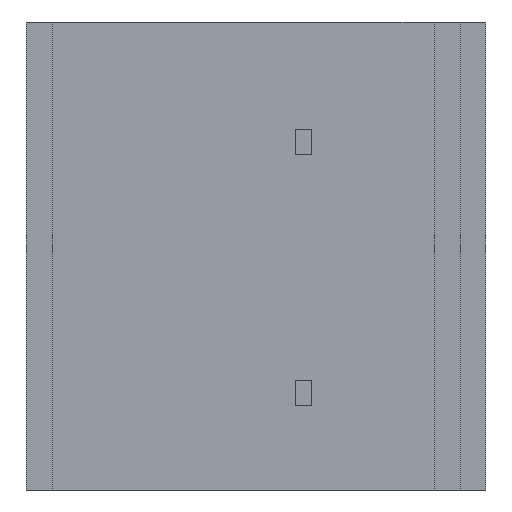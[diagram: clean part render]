
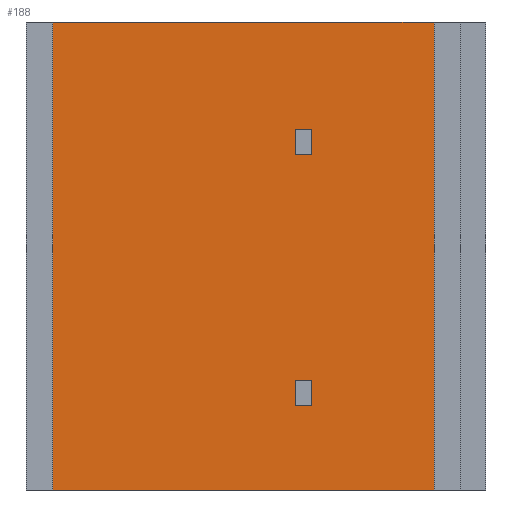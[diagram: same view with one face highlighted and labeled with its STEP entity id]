
A CAD part, front view. The second image highlights one B-rep face of the part: STEP entity #188.
In plain terms, the highlighted planar face has unit normal (0, -1, 0).
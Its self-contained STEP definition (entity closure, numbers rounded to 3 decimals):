
#188 = ADVANCED_FACE( '', ( #412, #413, #414 ), #415, .F. );
#412 = FACE_BOUND( '', #669, .T. );
#413 = FACE_OUTER_BOUND( '', #670, .T. );
#414 = FACE_BOUND( '', #671, .T. );
#415 = PLANE( '', #672 );
#669 = EDGE_LOOP( '', ( #1212, #1213, #1214, #1215 ) );
#670 = EDGE_LOOP( '', ( #1216, #1217, #1218, #1219 ) );
#671 = EDGE_LOOP( '', ( #1220, #1221, #1222, #1223 ) );
#672 = AXIS2_PLACEMENT_3D( '', #1224, #1225, #1226 );
#1212 = ORIENTED_EDGE( '', *, *, #1788, .F. );
#1213 = ORIENTED_EDGE( '', *, *, #1732, .F. );
#1214 = ORIENTED_EDGE( '', *, *, #1713, .F. );
#1215 = ORIENTED_EDGE( '', *, *, #1789, .F. );
#1216 = ORIENTED_EDGE( '', *, *, #1591, .T. );
#1217 = ORIENTED_EDGE( '', *, *, #1790, .F. );
#1218 = ORIENTED_EDGE( '', *, *, #1791, .F. );
#1219 = ORIENTED_EDGE( '', *, *, #1792, .T. );
#1220 = ORIENTED_EDGE( '', *, *, #1617, .F. );
#1221 = ORIENTED_EDGE( '', *, *, #1793, .F. );
#1222 = ORIENTED_EDGE( '', *, *, #1794, .F. );
#1223 = ORIENTED_EDGE( '', *, *, #1640, .F. );
#1224 = CARTESIAN_POINT( '', ( -7.5, 0.4, 12.5 ) );
#1225 = DIRECTION( '', ( 0., 1., 0. ) );
#1226 = DIRECTION( '', ( 0., 0., 1. ) );
#1591 = EDGE_CURVE( '', #1916, #1914, #1917, .T. );
#1617 = EDGE_CURVE( '', #1959, #1962, #1963, .T. );
#1640 = EDGE_CURVE( '', #1962, #2001, #2002, .T. );
#1713 = EDGE_CURVE( '', #2121, #2124, #2125, .T. );
#1732 = EDGE_CURVE( '', #2124, #2150, #2151, .T. );
#1788 = EDGE_CURVE( '', #2150, #2227, #2228, .T. );
#1789 = EDGE_CURVE( '', #2227, #2121, #2229, .T. );
#1790 = EDGE_CURVE( '', #2230, #1914, #2231, .T. );
#1791 = EDGE_CURVE( '', #2232, #2230, #2233, .T. );
#1792 = EDGE_CURVE( '', #2232, #1916, #2234, .T. );
#1793 = EDGE_CURVE( '', #2235, #1959, #2236, .T. );
#1794 = EDGE_CURVE( '', #2001, #2235, #2237, .T. );
#1914 = VERTEX_POINT( '', #2380 );
#1916 = VERTEX_POINT( '', #2383 );
#1917 = LINE( '', #2384, #2385 );
#1959 = VERTEX_POINT( '', #2447 );
#1962 = VERTEX_POINT( '', #2451 );
#1963 = LINE( '', #2452, #2453 );
#2001 = VERTEX_POINT( '', #2508 );
#2002 = LINE( '', #2509, #2510 );
#2121 = VERTEX_POINT( '', #2688 );
#2124 = VERTEX_POINT( '', #2692 );
#2125 = LINE( '', #2693, #2694 );
#2150 = VERTEX_POINT( '', #2730 );
#2151 = LINE( '', #2731, #2732 );
#2227 = VERTEX_POINT( '', #2840 );
#2228 = LINE( '', #2841, #2842 );
#2229 = LINE( '', #2843, #2844 );
#2230 = VERTEX_POINT( '', #2845 );
#2231 = LINE( '', #2846, #2847 );
#2232 = VERTEX_POINT( '', #2848 );
#2233 = LINE( '', #2849, #2850 );
#2234 = LINE( '', #2851, #2852 );
#2235 = VERTEX_POINT( '', #2853 );
#2236 = LINE( '', #2854, #2855 );
#2237 = LINE( '', #2856, #2857 );
#2380 = CARTESIAN_POINT( '', ( 3.9, 0.4, 0. ) );
#2383 = CARTESIAN_POINT( '', ( -7.5, 0.4, 0. ) );
#2384 = CARTESIAN_POINT( '', ( -7.5, 0.4, 0. ) );
#2385 = VECTOR( '', #3014, 1000. );
#2447 = CARTESIAN_POINT( '', ( -0.25, 0.4, 2.525 ) );
#2451 = CARTESIAN_POINT( '', ( 0.25, 0.4, 2.525 ) );
#2452 = CARTESIAN_POINT( '', ( -7.5, 0.4, 2.525 ) );
#2453 = VECTOR( '', #3039, 1000. );
#2508 = CARTESIAN_POINT( '', ( 0.25, 0.4, 3.275 ) );
#2509 = CARTESIAN_POINT( '', ( 0.25, 0.4, 12.5 ) );
#2510 = VECTOR( '', #3063, 1000. );
#2688 = CARTESIAN_POINT( '', ( 0.25, 0.4, 10.775 ) );
#2692 = CARTESIAN_POINT( '', ( -0.25, 0.4, 10.775 ) );
#2693 = CARTESIAN_POINT( '', ( -7.5, 0.4, 10.775 ) );
#2694 = VECTOR( '', #3130, 1000. );
#2730 = CARTESIAN_POINT( '', ( -0.25, 0.4, 10.025 ) );
#2731 = CARTESIAN_POINT( '', ( -0.25, 0.4, 12.5 ) );
#2732 = VECTOR( '', #3148, 1000. );
#2840 = CARTESIAN_POINT( '', ( 0.25, 0.4, 10.025 ) );
#2841 = CARTESIAN_POINT( '', ( -7.5, 0.4, 10.025 ) );
#2842 = VECTOR( '', #3205, 1000. );
#2843 = CARTESIAN_POINT( '', ( 0.25, 0.4, 12.5 ) );
#2844 = VECTOR( '', #3206, 1000. );
#2845 = CARTESIAN_POINT( '', ( 3.9, 0.4, 14. ) );
#2846 = CARTESIAN_POINT( '', ( 3.9, 0.4, 12.5 ) );
#2847 = VECTOR( '', #3207, 1000. );
#2848 = CARTESIAN_POINT( '', ( -7.5, 0.4, 14. ) );
#2849 = CARTESIAN_POINT( '', ( -7.5, 0.4, 14. ) );
#2850 = VECTOR( '', #3208, 1000. );
#2851 = CARTESIAN_POINT( '', ( -7.5, 0.4, 12.5 ) );
#2852 = VECTOR( '', #3209, 1000. );
#2853 = CARTESIAN_POINT( '', ( -0.25, 0.4, 3.275 ) );
#2854 = CARTESIAN_POINT( '', ( -0.25, 0.4, 12.5 ) );
#2855 = VECTOR( '', #3210, 1000. );
#2856 = CARTESIAN_POINT( '', ( -7.5, 0.4, 3.275 ) );
#2857 = VECTOR( '', #3211, 1000. );
#3014 = DIRECTION( '', ( 1., 0., 0. ) );
#3039 = DIRECTION( '', ( 1., 0., 0. ) );
#3063 = DIRECTION( '', ( 0., 0., 1. ) );
#3130 = DIRECTION( '', ( -1., 0., 0. ) );
#3148 = DIRECTION( '', ( 0., 0., -1. ) );
#3205 = DIRECTION( '', ( 1., 0., 0. ) );
#3206 = DIRECTION( '', ( 0., 0., 1. ) );
#3207 = DIRECTION( '', ( 0., 0., -1. ) );
#3208 = DIRECTION( '', ( 1., 0., 0. ) );
#3209 = DIRECTION( '', ( 0., 0., -1. ) );
#3210 = DIRECTION( '', ( 0., 0., -1. ) );
#3211 = DIRECTION( '', ( -1., 0., 0. ) );
